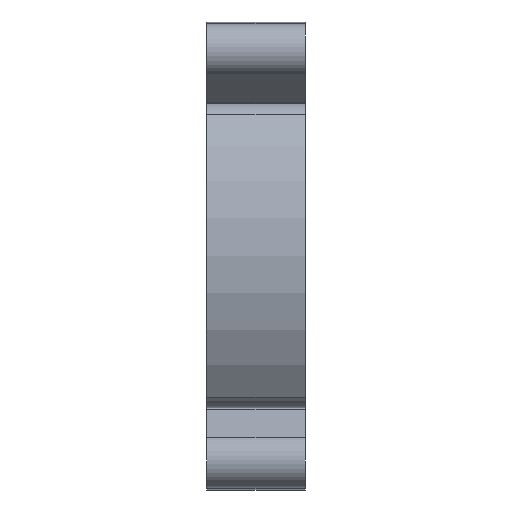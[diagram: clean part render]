
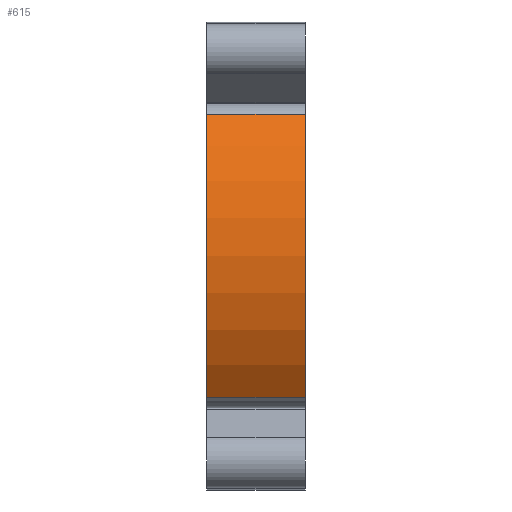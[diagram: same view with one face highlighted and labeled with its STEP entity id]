
A CAD part, top view. The second image highlights one B-rep face of the part: STEP entity #615.
In plain terms, the highlighted cylindrical face has radius 45 mm (diameter 90 mm), a partial arc.
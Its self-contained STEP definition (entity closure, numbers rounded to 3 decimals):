
#54=FACE_OUTER_BOUND('',#87,.T.);
#87=EDGE_LOOP('',(#455,#456,#457,#458));
#117=LINE('',#958,#166);
#132=LINE('',#1013,#181);
#166=VECTOR('',#756,10.);
#181=VECTOR('',#805,10.);
#222=CIRCLE('',#679,45.);
#223=CIRCLE('',#680,45.);
#258=VERTEX_POINT('',#954);
#260=VERTEX_POINT('',#957);
#275=VERTEX_POINT('',#1007);
#277=VERTEX_POINT('',#1011);
#324=EDGE_CURVE('',#258,#260,#117,.T.);
#350=EDGE_CURVE('',#275,#277,#132,.T.);
#351=EDGE_CURVE('',#275,#258,#222,.T.);
#352=EDGE_CURVE('',#260,#277,#223,.T.);
#455=ORIENTED_EDGE('',*,*,#351,.F.);
#456=ORIENTED_EDGE('',*,*,#350,.T.);
#457=ORIENTED_EDGE('',*,*,#352,.F.);
#458=ORIENTED_EDGE('',*,*,#324,.F.);
#591=CYLINDRICAL_SURFACE('',#678,45.);
#615=ADVANCED_FACE('',(#54),#591,.T.);
#678=AXIS2_PLACEMENT_3D('',#1014,#806,#807);
#679=AXIS2_PLACEMENT_3D('',#1015,#808,#809);
#680=AXIS2_PLACEMENT_3D('',#1016,#810,#811);
#756=DIRECTION('',(-1.,0.,0.));
#805=DIRECTION('',(-1.,0.,0.));
#806=DIRECTION('center_axis',(-1.,0.,0.));
#807=DIRECTION('ref_axis',(0.,0.605,0.797));
#808=DIRECTION('center_axis',(1.,0.,0.));
#809=DIRECTION('ref_axis',(0.,0.605,0.797));
#810=DIRECTION('center_axis',(-1.,0.,0.));
#811=DIRECTION('ref_axis',(0.,0.,1.));
#954=CARTESIAN_POINT('',(0.,-27.204,53.846));
#957=CARTESIAN_POINT('',(-19.,-27.204,53.846));
#958=CARTESIAN_POINT('',(0.,-27.204,53.846));
#1007=CARTESIAN_POINT('',(0.,27.204,53.846));
#1011=CARTESIAN_POINT('',(-19.,27.204,53.846));
#1013=CARTESIAN_POINT('',(0.,27.204,53.846));
#1014=CARTESIAN_POINT('Origin',(0.,0.,18.));
#1015=CARTESIAN_POINT('Origin',(0.,0.,18.));
#1016=CARTESIAN_POINT('Origin',(-19.,0.,18.));
